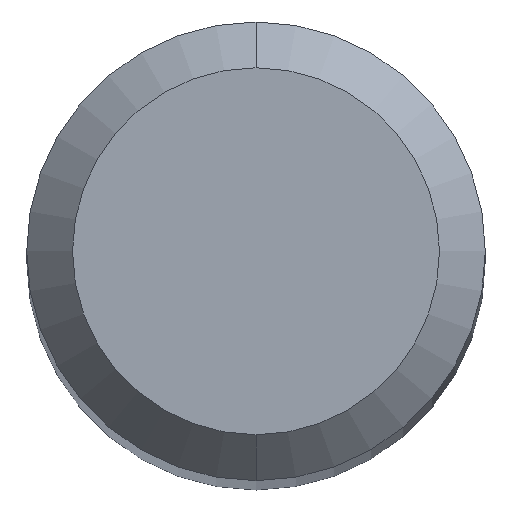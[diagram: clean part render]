
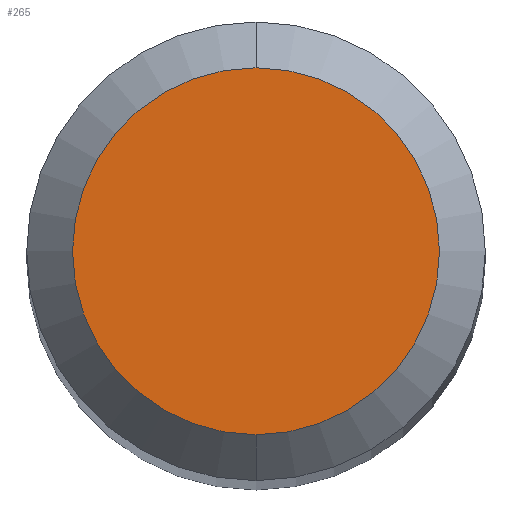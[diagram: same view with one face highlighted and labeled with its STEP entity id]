
A CAD part, top view. The second image highlights one B-rep face of the part: STEP entity #265.
In plain terms, the highlighted planar face has unit normal (0, 0, 1).
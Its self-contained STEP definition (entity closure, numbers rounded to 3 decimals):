
#187=EDGE_CURVE('',#451,#241,#496,.T.);
#211=EDGE_CURVE('',#241,#451,#522,.T.);
#241=VERTEX_POINT('',#554);
#265=ADVANCED_FACE('',(#582),#583,.T.);
#451=VERTEX_POINT('',#786);
#496=CIRCLE('',#828,1.2);
#522=CIRCLE('',#916,1.2);
#554=CARTESIAN_POINT('',(0.0,1.2,0.0));
#582=FACE_OUTER_BOUND('',#1032,.T.);
#583=PLANE('',#1033);
#786=CARTESIAN_POINT('',(0.,-1.2,0.0));
#828=AXIS2_PLACEMENT_3D('',#1467,#1468,#1469);
#916=AXIS2_PLACEMENT_3D('',#1493,#1494,#1495);
#1032=EDGE_LOOP('',(#1566,#1567));
#1033=AXIS2_PLACEMENT_3D('',#1568,#1569,#1570);
#1467=CARTESIAN_POINT('',(0.0,0.0,0.0));
#1468=DIRECTION('',(0.0,0.0,-1.0));
#1469=DIRECTION('',(0.0,1.0,0.0));
#1493=CARTESIAN_POINT('',(0.0,0.0,0.0));
#1494=DIRECTION('',(0.0,0.0,-1.0));
#1495=DIRECTION('',(0.0,1.0,0.0));
#1566=ORIENTED_EDGE('',*,*,#211,.F.);
#1567=ORIENTED_EDGE('',*,*,#187,.F.);
#1568=CARTESIAN_POINT('',(0.0,0.6,0.0));
#1569=DIRECTION('',(-0.0,0.0,1.0));
#1570=DIRECTION('',(0.0,-1.0,0.0));
